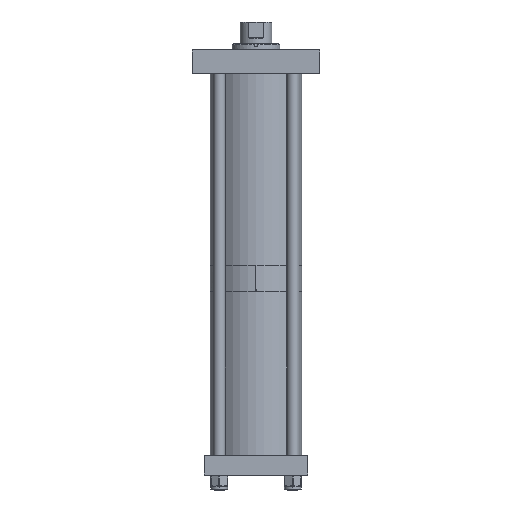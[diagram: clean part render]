
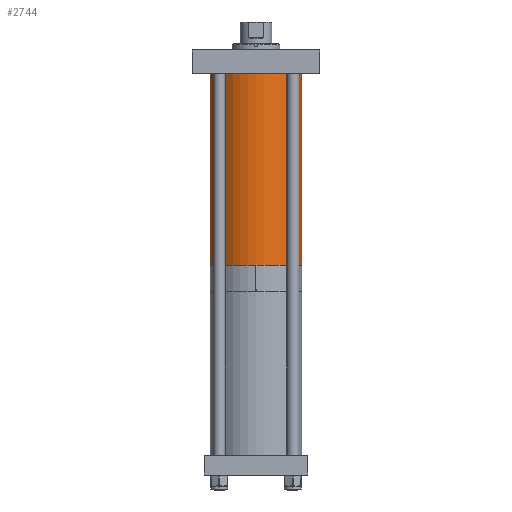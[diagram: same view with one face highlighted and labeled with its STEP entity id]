
A CAD part, front view. The second image highlights one B-rep face of the part: STEP entity #2744.
In plain terms, the highlighted cylindrical face has radius 73.025 mm (diameter 146.05 mm), a partial arc.
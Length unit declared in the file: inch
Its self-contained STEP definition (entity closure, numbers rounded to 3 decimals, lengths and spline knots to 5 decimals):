
#93 = ORIENTED_EDGE ( 'NONE', *, *, #1757, .T. ) ;
#281 = AXIS2_PLACEMENT_3D ( 'NONE', #8687, #4295, #10013 ) ;
#316 = DIRECTION ( 'NONE',  ( 0., 0., -1. ) ) ;
#767 = AXIS2_PLACEMENT_3D ( 'NONE', #5638, #1280, #6957 ) ;
#809 = CARTESIAN_POINT ( 'NONE',  ( 11.992, 0., -2.875 ) ) ;
#1125 = VERTEX_POINT ( 'NONE', #9787 ) ;
#1280 = DIRECTION ( 'NONE',  ( -1., 0., 0. ) ) ;
#1303 = CIRCLE ( 'NONE', #8192, 2.875 ) ;
#1757 = EDGE_CURVE ( 'NONE', #1125, #2627, #1303, .T. ) ;
#2331 = CIRCLE ( 'NONE', #281, 2.875 ) ;
#2627 = VERTEX_POINT ( 'NONE', #7935 ) ;
#2744 = ADVANCED_FACE ( 'NONE', ( #9253 ), #10083, .T. ) ;
#3049 = ORIENTED_EDGE ( 'NONE', *, *, #5485, .T. ) ;
#3097 = CARTESIAN_POINT ( 'NONE',  ( 11.992, 0., 2.875 ) ) ;
#3286 = EDGE_LOOP ( 'NONE', ( #9468, #9004, #3049, #93 ) ) ;
#3525 = EDGE_CURVE ( 'NONE', #4052, #5378, #2331, .T. ) ;
#3821 = VECTOR ( 'NONE', #8820, 39.37008 ) ;
#4052 = VERTEX_POINT ( 'NONE', #9008 ) ;
#4154 = LINE ( 'NONE', #9861, #5864 ) ;
#4295 = DIRECTION ( 'NONE',  ( 1., 0., 0. ) ) ;
#4710 = DIRECTION ( 'NONE',  ( 1., 0., 0. ) ) ;
#5378 = VERTEX_POINT ( 'NONE', #809 ) ;
#5433 = DIRECTION ( 'NONE',  ( -1., 0., 0. ) ) ;
#5485 = EDGE_CURVE ( 'NONE', #4052, #1125, #7498, .T. ) ;
#5638 = CARTESIAN_POINT ( 'NONE',  ( 11.992, 0., 0. ) ) ;
#5864 = VECTOR ( 'NONE', #5433, 39.37008 ) ;
#6957 = DIRECTION ( 'NONE',  ( 0., 0., 1. ) ) ;
#7498 = LINE ( 'NONE', #3097, #3821 ) ;
#7935 = CARTESIAN_POINT ( 'NONE',  ( 0., 0., -2.875 ) ) ;
#8192 = AXIS2_PLACEMENT_3D ( 'NONE', #9114, #4710, #316 ) ;
#8687 = CARTESIAN_POINT ( 'NONE',  ( 11.992, 0., 0. ) ) ;
#8820 = DIRECTION ( 'NONE',  ( -1., 0., 0. ) ) ;
#9004 = ORIENTED_EDGE ( 'NONE', *, *, #3525, .F. ) ;
#9008 = CARTESIAN_POINT ( 'NONE',  ( 11.992, 0., 2.875 ) ) ;
#9114 = CARTESIAN_POINT ( 'NONE',  ( 0., 0., 0. ) ) ;
#9247 = EDGE_CURVE ( 'NONE', #5378, #2627, #4154, .T. ) ;
#9253 = FACE_OUTER_BOUND ( 'NONE', #3286, .T. ) ;
#9468 = ORIENTED_EDGE ( 'NONE', *, *, #9247, .F. ) ;
#9787 = CARTESIAN_POINT ( 'NONE',  ( 0., 0., 2.875 ) ) ;
#9861 = CARTESIAN_POINT ( 'NONE',  ( 11.992, 0., -2.875 ) ) ;
#10013 = DIRECTION ( 'NONE',  ( 0., 0., -1. ) ) ;
#10083 = CYLINDRICAL_SURFACE ( 'NONE', #767, 2.875 ) ;
